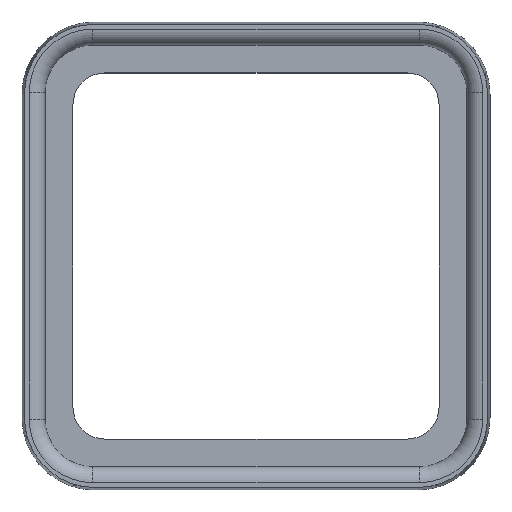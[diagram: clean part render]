
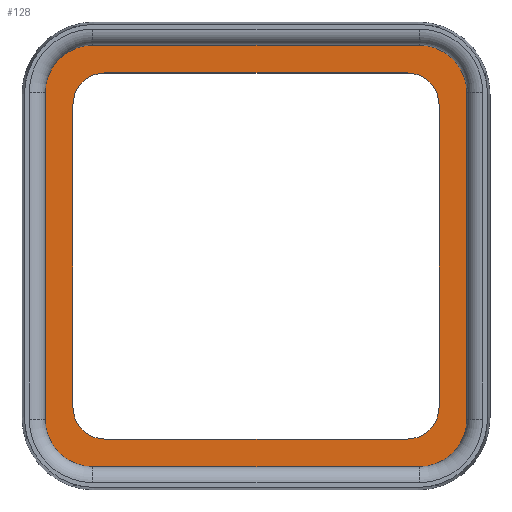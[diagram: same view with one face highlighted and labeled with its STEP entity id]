
A CAD part, top view. The second image highlights one B-rep face of the part: STEP entity #128.
In plain terms, the highlighted planar face has unit normal (0, 0, 1).
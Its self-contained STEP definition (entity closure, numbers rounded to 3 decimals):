
#128=ADVANCED_FACE('',(#172,#173),#163,.F.);
#163=PLANE('',#803);
#172=FACE_BOUND('',#194,.T.);
#173=FACE_BOUND('',#195,.T.);
#194=EDGE_LOOP('',(#364,#365,#366,#367,#368,#369,#370,#371));
#195=EDGE_LOOP('',(#372,#373,#374,#375,#376,#377,#378,#379));
#240=CIRCLE('',#791,2.);
#241=CIRCLE('',#793,2.);
#242=CIRCLE('',#795,2.);
#243=CIRCLE('',#797,2.);
#244=CIRCLE('',#799,3.);
#245=CIRCLE('',#800,3.);
#246=CIRCLE('',#801,3.);
#247=CIRCLE('',#802,3.);
#364=ORIENTED_EDGE('',*,*,#604,.F.);
#365=ORIENTED_EDGE('',*,*,#605,.T.);
#366=ORIENTED_EDGE('',*,*,#606,.F.);
#367=ORIENTED_EDGE('',*,*,#607,.T.);
#368=ORIENTED_EDGE('',*,*,#608,.T.);
#369=ORIENTED_EDGE('',*,*,#609,.T.);
#370=ORIENTED_EDGE('',*,*,#610,.T.);
#371=ORIENTED_EDGE('',*,*,#611,.T.);
#372=ORIENTED_EDGE('',*,*,#592,.F.);
#373=ORIENTED_EDGE('',*,*,#600,.F.);
#374=ORIENTED_EDGE('',*,*,#589,.F.);
#375=ORIENTED_EDGE('',*,*,#603,.F.);
#376=ORIENTED_EDGE('',*,*,#598,.F.);
#377=ORIENTED_EDGE('',*,*,#602,.F.);
#378=ORIENTED_EDGE('',*,*,#595,.F.);
#379=ORIENTED_EDGE('',*,*,#601,.F.);
#516=VERTEX_POINT('',#1188);
#517=VERTEX_POINT('',#1190);
#518=VERTEX_POINT('',#1194);
#519=VERTEX_POINT('',#1196);
#520=VERTEX_POINT('',#1200);
#521=VERTEX_POINT('',#1202);
#522=VERTEX_POINT('',#1206);
#523=VERTEX_POINT('',#1208);
#524=VERTEX_POINT('',#1220);
#525=VERTEX_POINT('',#1221);
#526=VERTEX_POINT('',#1223);
#527=VERTEX_POINT('',#1225);
#528=VERTEX_POINT('',#1227);
#529=VERTEX_POINT('',#1229);
#530=VERTEX_POINT('',#1231);
#531=VERTEX_POINT('',#1233);
#589=EDGE_CURVE('',#516,#517,#673,.T.);
#592=EDGE_CURVE('',#518,#519,#676,.T.);
#595=EDGE_CURVE('',#520,#521,#679,.T.);
#598=EDGE_CURVE('',#522,#523,#682,.T.);
#600=EDGE_CURVE('',#517,#518,#240,.T.);
#601=EDGE_CURVE('',#519,#520,#241,.T.);
#602=EDGE_CURVE('',#521,#522,#242,.T.);
#603=EDGE_CURVE('',#523,#516,#243,.T.);
#604=EDGE_CURVE('',#524,#525,#684,.T.);
#605=EDGE_CURVE('',#524,#526,#244,.T.);
#606=EDGE_CURVE('',#527,#526,#685,.T.);
#607=EDGE_CURVE('',#527,#528,#245,.T.);
#608=EDGE_CURVE('',#528,#529,#686,.T.);
#609=EDGE_CURVE('',#529,#530,#246,.T.);
#610=EDGE_CURVE('',#530,#531,#687,.T.);
#611=EDGE_CURVE('',#531,#525,#247,.T.);
#673=LINE('',#1189,#729);
#676=LINE('',#1195,#732);
#679=LINE('',#1201,#735);
#682=LINE('',#1207,#738);
#684=LINE('',#1219,#740);
#685=LINE('',#1224,#741);
#686=LINE('',#1228,#742);
#687=LINE('',#1232,#743);
#729=VECTOR('',#939,1.);
#732=VECTOR('',#944,1.);
#735=VECTOR('',#949,1.);
#738=VECTOR('',#954,1.);
#740=VECTOR('',#974,1.);
#741=VECTOR('',#977,1.);
#742=VECTOR('',#980,1.);
#743=VECTOR('',#983,1.);
#791=AXIS2_PLACEMENT_3D('',#1211,#958,#959);
#793=AXIS2_PLACEMENT_3D('',#1213,#962,#963);
#795=AXIS2_PLACEMENT_3D('',#1215,#966,#967);
#797=AXIS2_PLACEMENT_3D('',#1217,#970,#971);
#799=AXIS2_PLACEMENT_3D('',#1222,#975,#976);
#800=AXIS2_PLACEMENT_3D('',#1226,#978,#979);
#801=AXIS2_PLACEMENT_3D('',#1230,#981,#982);
#802=AXIS2_PLACEMENT_3D('',#1234,#984,#985);
#803=AXIS2_PLACEMENT_3D('',#1235,#986,#987);
#939=DIRECTION('',(0.,-1.,0.));
#944=DIRECTION('',(1.,0.,0.));
#949=DIRECTION('',(0.,1.,0.));
#954=DIRECTION('',(-1.,0.,0.));
#958=DIRECTION('',(0.,0.,1.));
#959=DIRECTION('',(-1.,0.,0.));
#962=DIRECTION('',(0.,0.,1.));
#963=DIRECTION('',(-1.,0.,0.));
#966=DIRECTION('',(0.,0.,1.));
#967=DIRECTION('',(-1.,0.,0.));
#970=DIRECTION('',(0.,0.,1.));
#971=DIRECTION('',(-1.,0.,0.));
#974=DIRECTION('',(0.,-1.,0.));
#975=DIRECTION('',(0.,0.,1.));
#976=DIRECTION('',(-1.,0.,0.));
#977=DIRECTION('',(1.,0.,0.));
#978=DIRECTION('',(0.,0.,1.));
#979=DIRECTION('',(-1.,0.,0.));
#980=DIRECTION('',(0.,-1.,0.));
#981=DIRECTION('',(0.,0.,1.));
#982=DIRECTION('',(-1.,0.,0.));
#983=DIRECTION('',(1.,0.,0.));
#984=DIRECTION('',(0.,0.,1.));
#985=DIRECTION('',(-1.,0.,0.));
#986=DIRECTION('',(0.,0.,-1.));
#987=DIRECTION('',(1.,0.,0.));
#1188=CARTESIAN_POINT('',(3.25,24.25,1.5));
#1189=CARTESIAN_POINT('',(3.25,26.25,1.5));
#1190=CARTESIAN_POINT('',(3.25,5.25,1.5));
#1194=CARTESIAN_POINT('',(5.25,3.25,1.5));
#1195=CARTESIAN_POINT('',(3.25,3.25,1.5));
#1196=CARTESIAN_POINT('',(24.25,3.25,1.5));
#1200=CARTESIAN_POINT('',(26.25,5.25,1.5));
#1201=CARTESIAN_POINT('',(26.25,3.25,1.5));
#1202=CARTESIAN_POINT('',(26.25,24.25,1.5));
#1206=CARTESIAN_POINT('',(24.25,26.25,1.5));
#1207=CARTESIAN_POINT('',(26.25,26.25,1.5));
#1208=CARTESIAN_POINT('',(5.25,26.25,1.5));
#1211=CARTESIAN_POINT('',(5.25,5.25,1.5));
#1213=CARTESIAN_POINT('',(24.25,5.25,1.5));
#1215=CARTESIAN_POINT('',(24.25,24.25,1.5));
#1217=CARTESIAN_POINT('',(5.25,24.25,1.5));
#1219=CARTESIAN_POINT('',(28.,28.,1.5));
#1220=CARTESIAN_POINT('',(28.,25.,1.5));
#1221=CARTESIAN_POINT('',(28.,4.5,1.5));
#1222=CARTESIAN_POINT('',(25.,25.,1.5));
#1223=CARTESIAN_POINT('',(25.,28.,1.5));
#1224=CARTESIAN_POINT('',(1.5,28.,1.5));
#1225=CARTESIAN_POINT('',(4.5,28.,1.5));
#1226=CARTESIAN_POINT('',(4.5,25.,1.5));
#1227=CARTESIAN_POINT('',(1.5,25.,1.5));
#1228=CARTESIAN_POINT('',(1.5,28.,1.5));
#1229=CARTESIAN_POINT('',(1.5,4.5,1.5));
#1230=CARTESIAN_POINT('',(4.5,4.5,1.5));
#1231=CARTESIAN_POINT('',(4.5,1.5,1.5));
#1232=CARTESIAN_POINT('',(1.5,1.5,1.5));
#1233=CARTESIAN_POINT('',(25.,1.5,1.5));
#1234=CARTESIAN_POINT('',(25.,4.5,1.5));
#1235=CARTESIAN_POINT('',(1.5,28.,1.5));
